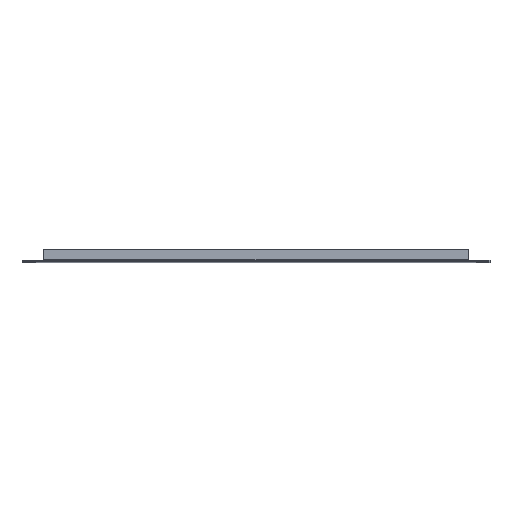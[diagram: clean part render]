
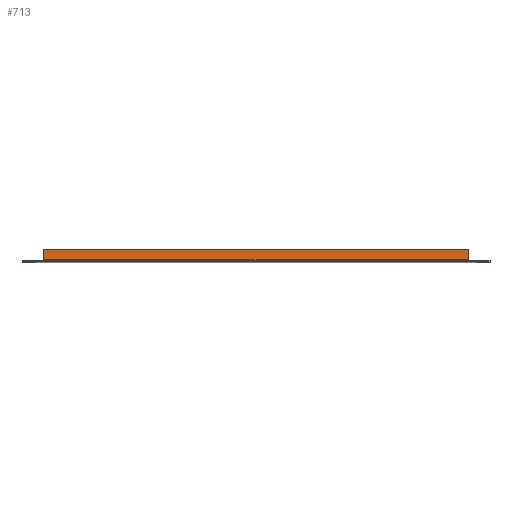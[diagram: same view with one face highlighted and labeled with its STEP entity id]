
A CAD part, top view. The second image highlights one B-rep face of the part: STEP entity #713.
In plain terms, the highlighted planar face has unit normal (0, 0, 1).
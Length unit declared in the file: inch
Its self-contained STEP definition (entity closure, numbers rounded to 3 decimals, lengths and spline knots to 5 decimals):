
#6 = LINE ( 'NONE', #735, #1150 ) ;
#92 = VERTEX_POINT ( 'NONE', #271 ) ;
#190 = EDGE_CURVE ( 'NONE', #956, #92, #988, .T. ) ;
#271 = CARTESIAN_POINT ( 'NONE',  ( -8.625, 0.086, 13.109 ) ) ;
#282 = EDGE_CURVE ( 'NONE', #742, #92, #6, .T. ) ;
#305 = VECTOR ( 'NONE', #2215, 39.37008 ) ;
#394 = DIRECTION ( 'NONE',  ( 0., 0., -1. ) ) ;
#472 = EDGE_CURVE ( 'NONE', #2231, #742, #986, .T. ) ;
#529 = FACE_OUTER_BOUND ( 'NONE', #546, .T. ) ;
#546 = EDGE_LOOP ( 'NONE', ( #1587, #2160, #2042, #875 ) ) ;
#623 = EDGE_CURVE ( 'NONE', #956, #2231, #1430, .T. ) ;
#629 = CARTESIAN_POINT ( 'NONE',  ( 8.625, 0.086, 13.109 ) ) ;
#713 = ADVANCED_FACE ( 'NONE', ( #529 ), #1937, .F. ) ;
#735 = CARTESIAN_POINT ( 'NONE',  ( -8.625, 0.04648, 13.109 ) ) ;
#742 = VERTEX_POINT ( 'NONE', #1280 ) ;
#775 = DIRECTION ( 'NONE',  ( 0., 1., 0. ) ) ;
#875 = ORIENTED_EDGE ( 'NONE', *, *, #190, .F. ) ;
#956 = VERTEX_POINT ( 'NONE', #629 ) ;
#986 = LINE ( 'NONE', #2228, #305 ) ;
#988 = LINE ( 'NONE', #1325, #2147 ) ;
#1144 = AXIS2_PLACEMENT_3D ( 'NONE', #1597, #394, #775 ) ;
#1150 = VECTOR ( 'NONE', #1931, 39.37008 ) ;
#1180 = CARTESIAN_POINT ( 'NONE',  ( 8.625, 0.5, 13.109 ) ) ;
#1280 = CARTESIAN_POINT ( 'NONE',  ( -8.625, 0.5, 13.109 ) ) ;
#1325 = CARTESIAN_POINT ( 'NONE',  ( 8.625, 0.086, 13.109 ) ) ;
#1430 = LINE ( 'NONE', #2097, #1815 ) ;
#1587 = ORIENTED_EDGE ( 'NONE', *, *, #623, .T. ) ;
#1597 = CARTESIAN_POINT ( 'NONE',  ( 8.625, 0.04648, 13.109 ) ) ;
#1755 = DIRECTION ( 'NONE',  ( 0., 1., 0. ) ) ;
#1815 = VECTOR ( 'NONE', #1755, 39.37008 ) ;
#1931 = DIRECTION ( 'NONE',  ( 0., -1., 0. ) ) ;
#1937 = PLANE ( 'NONE',  #1144 ) ;
#2042 = ORIENTED_EDGE ( 'NONE', *, *, #282, .T. ) ;
#2097 = CARTESIAN_POINT ( 'NONE',  ( 8.625, 0.04648, 13.109 ) ) ;
#2147 = VECTOR ( 'NONE', #2229, 39.37008 ) ;
#2160 = ORIENTED_EDGE ( 'NONE', *, *, #472, .T. ) ;
#2215 = DIRECTION ( 'NONE',  ( -1., 0., 0. ) ) ;
#2228 = CARTESIAN_POINT ( 'NONE',  ( 8.625, 0.5, 13.109 ) ) ;
#2229 = DIRECTION ( 'NONE',  ( -1., 0., 0. ) ) ;
#2231 = VERTEX_POINT ( 'NONE', #1180 ) ;
